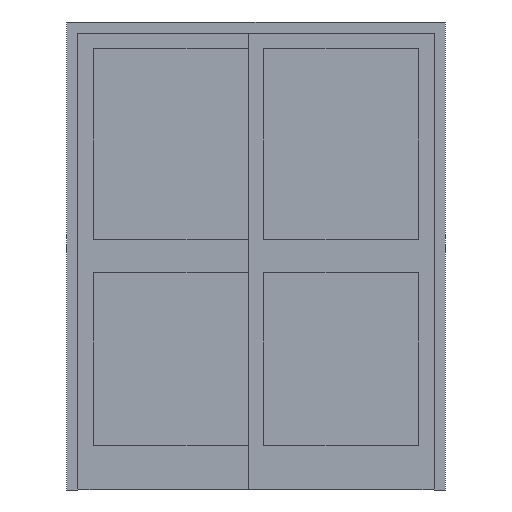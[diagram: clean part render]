
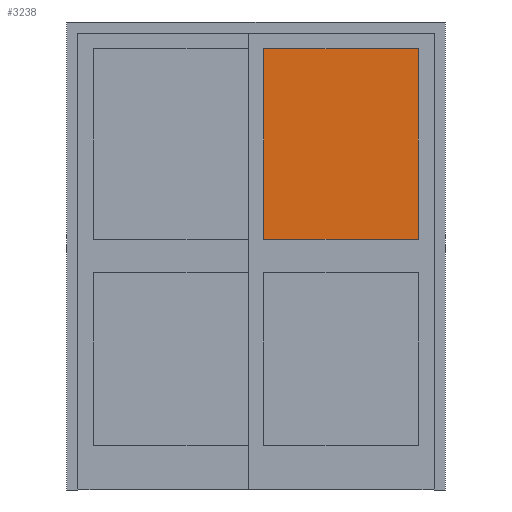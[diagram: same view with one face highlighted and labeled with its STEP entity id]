
A CAD part, front view. The second image highlights one B-rep face of the part: STEP entity #3238.
In plain terms, the highlighted planar face has unit normal (0, -1, 0).
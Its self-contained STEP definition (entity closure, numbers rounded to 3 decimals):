
#2929 = VERTEX_POINT('',#2930);
#2930 = CARTESIAN_POINT('',(1579.,125.,1980.));
#2939 = PLANE('',#2940);
#2940 = AXIS2_PLACEMENT_3D('',#2941,#2942,#2943);
#2941 = CARTESIAN_POINT('',(1579.,125.,1980.));
#2942 = DIRECTION('',(0.,0.,1.));
#2943 = DIRECTION('',(-1.,0.,0.));
#2951 = PLANE('',#2952);
#2952 = AXIS2_PLACEMENT_3D('',#2953,#2954,#2955);
#2953 = CARTESIAN_POINT('',(1579.,125.,1125.));
#2954 = DIRECTION('',(1.,0.,0.));
#2955 = DIRECTION('',(0.,0.,1.));
#2992 = VERTEX_POINT('',#2993);
#2993 = CARTESIAN_POINT('',(884.5,125.,1980.));
#3007 = PLANE('',#3008);
#3008 = AXIS2_PLACEMENT_3D('',#3009,#3010,#3011);
#3009 = CARTESIAN_POINT('',(884.5,125.,1980.));
#3010 = DIRECTION('',(-1.,0.,0.));
#3011 = DIRECTION('',(0.,0.,-1.));
#3019 = EDGE_CURVE('',#2929,#2992,#3020,.T.);
#3020 = SURFACE_CURVE('',#3021,(#3025,#3032),.PCURVE_S1.);
#3021 = LINE('',#3022,#3023);
#3022 = CARTESIAN_POINT('',(1579.,125.,1980.));
#3023 = VECTOR('',#3024,1.);
#3024 = DIRECTION('',(-1.,0.,0.));
#3025 = PCURVE('',#2939,#3026);
#3026 = DEFINITIONAL_REPRESENTATION('',(#3027),#3031);
#3027 = LINE('',#3028,#3029);
#3028 = CARTESIAN_POINT('',(0.,0.));
#3029 = VECTOR('',#3030,1.);
#3030 = DIRECTION('',(1.,0.));
#3031 = ( GEOMETRIC_REPRESENTATION_CONTEXT(2) 
PARAMETRIC_REPRESENTATION_CONTEXT() REPRESENTATION_CONTEXT('2D SPACE',''
  ) );
#3032 = PCURVE('',#3033,#3038);
#3033 = PLANE('',#3034);
#3034 = AXIS2_PLACEMENT_3D('',#3035,#3036,#3037);
#3035 = CARTESIAN_POINT('',(1579.,125.,1980.));
#3036 = DIRECTION('',(0.,1.,0.));
#3037 = DIRECTION('',(0.,0.,1.));
#3038 = DEFINITIONAL_REPRESENTATION('',(#3039),#3043);
#3039 = LINE('',#3040,#3041);
#3040 = CARTESIAN_POINT('',(0.,0.));
#3041 = VECTOR('',#3042,1.);
#3042 = DIRECTION('',(0.,-1.));
#3043 = ( GEOMETRIC_REPRESENTATION_CONTEXT(2) 
PARAMETRIC_REPRESENTATION_CONTEXT() REPRESENTATION_CONTEXT('2D SPACE',''
  ) );
#3073 = VERTEX_POINT('',#3074);
#3074 = CARTESIAN_POINT('',(884.5,125.,1125.));
#3088 = PLANE('',#3089);
#3089 = AXIS2_PLACEMENT_3D('',#3090,#3091,#3092);
#3090 = CARTESIAN_POINT('',(884.5,125.,1125.));
#3091 = DIRECTION('',(0.,0.,-1.));
#3092 = DIRECTION('',(1.,0.,0.));
#3100 = EDGE_CURVE('',#2992,#3073,#3101,.T.);
#3101 = SURFACE_CURVE('',#3102,(#3106,#3113),.PCURVE_S1.);
#3102 = LINE('',#3103,#3104);
#3103 = CARTESIAN_POINT('',(884.5,125.,1980.));
#3104 = VECTOR('',#3105,1.);
#3105 = DIRECTION('',(0.,0.,-1.));
#3106 = PCURVE('',#3007,#3107);
#3107 = DEFINITIONAL_REPRESENTATION('',(#3108),#3112);
#3108 = LINE('',#3109,#3110);
#3109 = CARTESIAN_POINT('',(0.,0.));
#3110 = VECTOR('',#3111,1.);
#3111 = DIRECTION('',(1.,0.));
#3112 = ( GEOMETRIC_REPRESENTATION_CONTEXT(2) 
PARAMETRIC_REPRESENTATION_CONTEXT() REPRESENTATION_CONTEXT('2D SPACE',''
  ) );
#3113 = PCURVE('',#3033,#3114);
#3114 = DEFINITIONAL_REPRESENTATION('',(#3115),#3119);
#3115 = LINE('',#3116,#3117);
#3116 = CARTESIAN_POINT('',(0.,-694.5));
#3117 = VECTOR('',#3118,1.);
#3118 = DIRECTION('',(-1.,0.));
#3119 = ( GEOMETRIC_REPRESENTATION_CONTEXT(2) 
PARAMETRIC_REPRESENTATION_CONTEXT() REPRESENTATION_CONTEXT('2D SPACE',''
  ) );
#3149 = VERTEX_POINT('',#3150);
#3150 = CARTESIAN_POINT('',(1579.,125.,1125.));
#3171 = EDGE_CURVE('',#3073,#3149,#3172,.T.);
#3172 = SURFACE_CURVE('',#3173,(#3177,#3184),.PCURVE_S1.);
#3173 = LINE('',#3174,#3175);
#3174 = CARTESIAN_POINT('',(884.5,125.,1125.));
#3175 = VECTOR('',#3176,1.);
#3176 = DIRECTION('',(1.,0.,0.));
#3177 = PCURVE('',#3088,#3178);
#3178 = DEFINITIONAL_REPRESENTATION('',(#3179),#3183);
#3179 = LINE('',#3180,#3181);
#3180 = CARTESIAN_POINT('',(0.,0.));
#3181 = VECTOR('',#3182,1.);
#3182 = DIRECTION('',(1.,0.));
#3183 = ( GEOMETRIC_REPRESENTATION_CONTEXT(2) 
PARAMETRIC_REPRESENTATION_CONTEXT() REPRESENTATION_CONTEXT('2D SPACE',''
  ) );
#3184 = PCURVE('',#3033,#3185);
#3185 = DEFINITIONAL_REPRESENTATION('',(#3186),#3190);
#3186 = LINE('',#3187,#3188);
#3187 = CARTESIAN_POINT('',(-855.,-694.5));
#3188 = VECTOR('',#3189,1.);
#3189 = DIRECTION('',(0.,1.));
#3190 = ( GEOMETRIC_REPRESENTATION_CONTEXT(2) 
PARAMETRIC_REPRESENTATION_CONTEXT() REPRESENTATION_CONTEXT('2D SPACE',''
  ) );
#3218 = EDGE_CURVE('',#3149,#2929,#3219,.T.);
#3219 = SURFACE_CURVE('',#3220,(#3224,#3231),.PCURVE_S1.);
#3220 = LINE('',#3221,#3222);
#3221 = CARTESIAN_POINT('',(1579.,125.,1125.));
#3222 = VECTOR('',#3223,1.);
#3223 = DIRECTION('',(0.,0.,1.));
#3224 = PCURVE('',#2951,#3225);
#3225 = DEFINITIONAL_REPRESENTATION('',(#3226),#3230);
#3226 = LINE('',#3227,#3228);
#3227 = CARTESIAN_POINT('',(0.,0.));
#3228 = VECTOR('',#3229,1.);
#3229 = DIRECTION('',(1.,0.));
#3230 = ( GEOMETRIC_REPRESENTATION_CONTEXT(2) 
PARAMETRIC_REPRESENTATION_CONTEXT() REPRESENTATION_CONTEXT('2D SPACE',''
  ) );
#3231 = PCURVE('',#3033,#3232);
#3232 = DEFINITIONAL_REPRESENTATION('',(#3233),#3237);
#3233 = LINE('',#3234,#3235);
#3234 = CARTESIAN_POINT('',(-855.,0.));
#3235 = VECTOR('',#3236,1.);
#3236 = DIRECTION('',(1.,0.));
#3237 = ( GEOMETRIC_REPRESENTATION_CONTEXT(2) 
PARAMETRIC_REPRESENTATION_CONTEXT() REPRESENTATION_CONTEXT('2D SPACE',''
  ) );
#3238 = ADVANCED_FACE('',(#3239),#3033,.F.);
#3239 = FACE_BOUND('',#3240,.T.);
#3240 = EDGE_LOOP('',(#3241,#3242,#3243,#3244));
#3241 = ORIENTED_EDGE('',*,*,#3019,.T.);
#3242 = ORIENTED_EDGE('',*,*,#3100,.T.);
#3243 = ORIENTED_EDGE('',*,*,#3171,.T.);
#3244 = ORIENTED_EDGE('',*,*,#3218,.T.);
